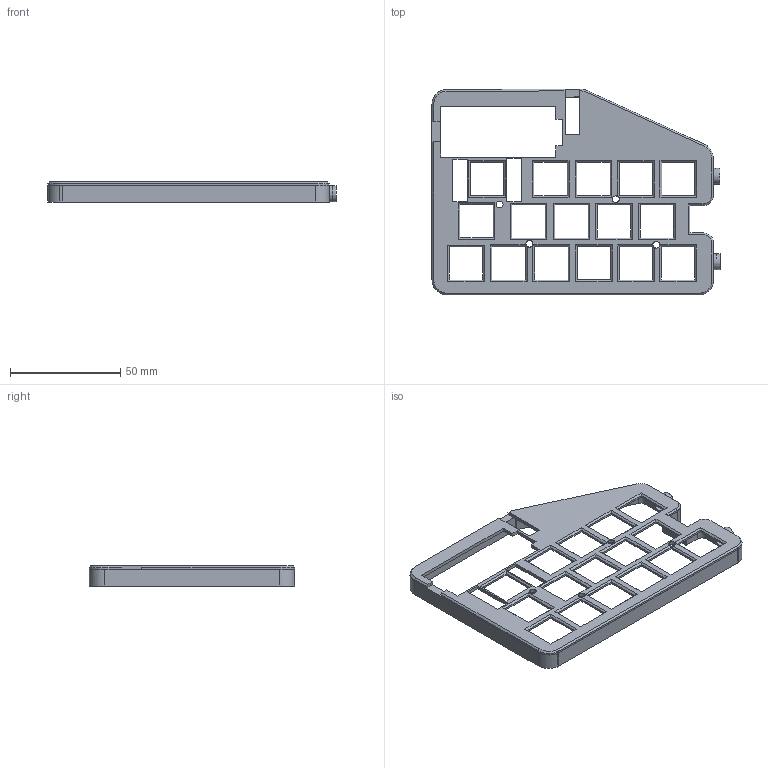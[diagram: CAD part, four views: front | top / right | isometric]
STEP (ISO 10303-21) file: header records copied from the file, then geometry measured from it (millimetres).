
FILE_DESCRIPTION(/* description */ ('STEP AP242','CAx-IF Rec.Pracs.---Representation and Presentation of Product Manufacturing Information (PMI)---4.0---2014-10-13','CAx-IF Rec.Pracs.---3D Tessellated Geometry---0.4---2014-09-14','2;1'),/* implementation_level */ '2;1');
FILE_NAME(/* name */ 'Part Studio 1 - Part 3',/* time_stamp */ '2025-06-18T21:07:16Z',/* author */ (''),/* organization */ (''),/* preprocessor_version */ 'ST-DEVELOPER v20',/* originating_system */ 'ONSHAPE BY PTC INC, 1.199',/* authorisation */ ' ');
FILE_SCHEMA (('AP242_MANAGED_MODEL_BASED_3D_ENGINEERING_MIM_LF { 1 0 10303 442 1 1 4 }'));
Length unit declared in the file: metre
Products named in the file (1): Part 3
Bounding box: 130.85 x 93.52 x 9.1 mm (x, y, z)
Volume: 19047.5 mm3; surface area: 20038.2 mm2
Topology: 1 solids, 1 shells, 287 faces, 757 edges, 471 vertices
Faces by surface type: plane 230, cylinder 45, cone 10, torus 2
Full cylindrical faces by diameter (mm): 5.5 x2, 7 x2, 7.2 x2
Entity records: 8737 total; most frequent: CARTESIAN_POINT 1546, ORIENTED_EDGE 1494, DIRECTION 1429, EDGE_CURVE 747, LINE 613, VECTOR 613, VERTEX_POINT 469, AXIS2_PLACEMENT_3D 408
